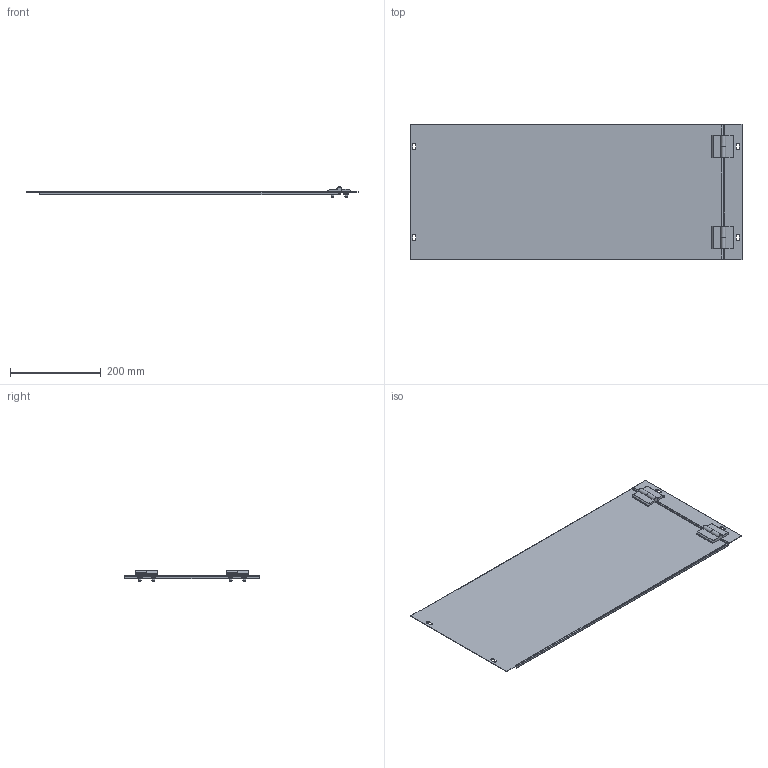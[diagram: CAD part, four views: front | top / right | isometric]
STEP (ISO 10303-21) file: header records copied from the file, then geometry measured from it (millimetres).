
FILE_DESCRIPTION (( 'STEP AP214' ), '1' );
FILE_NAME ('YKV-POP-300-800 Ïàíåëü îïåðàòèâíàÿ ïîâîðîòíàÿ SMART (Í=300) 800.STEP', '2020-02-19T13:29:45', ( '' ), ( '' ), 'SwSTEP 2.0', 'SolidWorks 2017', '' );
FILE_SCHEMA (( 'AUTOMOTIVE_DESIGN' ));
Length unit declared in the file: millimetre
Products named in the file (1): YKV-POP-300-800 Ïàíåëü îïåðàòèâíàÿ ïîâîðîòíàÿ SMART (Í=300) 800
Bounding box: 730 x 299 x 23 mm (x, y, z)
Volume: 265448.6 mm3; surface area: 464794.7 mm2
Topology: 2 solids, 10 shells, 452 faces, 1050 edges, 620 vertices
Faces by surface type: plane 172, cylinder 110, cone 80, bspline 52, torus 24, sphere 14
Entity records: 19373 total; most frequent: CARTESIAN_POINT 4689, ORIENTED_EDGE 2072, DIRECTION 1888, EDGE_CURVE 1036, AXIS2_PLACEMENT_3D 731, VERTEX_POINT 620, EDGE_LOOP 492, UNCERTAINTY_MEASURE_WITH_UNIT 456
